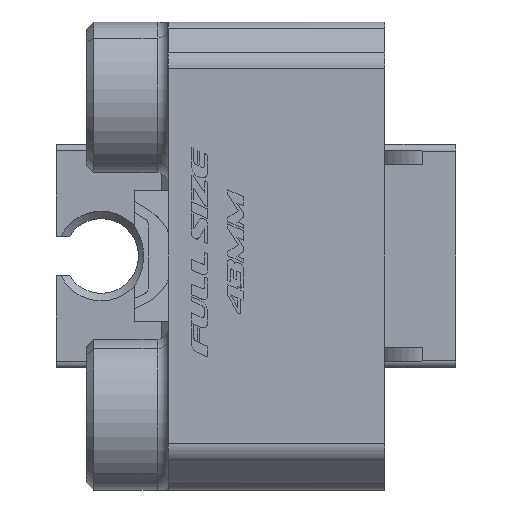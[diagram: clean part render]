
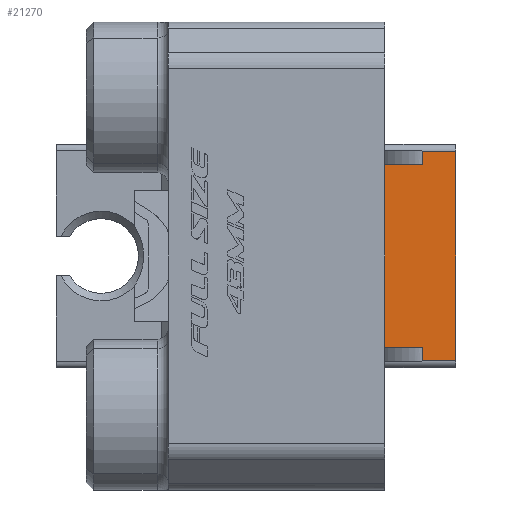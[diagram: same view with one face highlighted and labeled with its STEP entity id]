
A CAD part, left-side view. The second image highlights one B-rep face of the part: STEP entity #21270.
In plain terms, the highlighted planar face has unit normal (-1, 0, 0).
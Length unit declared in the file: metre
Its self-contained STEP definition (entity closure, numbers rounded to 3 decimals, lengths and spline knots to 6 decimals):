
#3180=ORIENTED_EDGE('',*,*,#9005,.T.);
#3181=ORIENTED_EDGE('',*,*,#8585,.F.);
#3182=ORIENTED_EDGE('',*,*,#9010,.F.);
#3183=ORIENTED_EDGE('',*,*,#8608,.F.);
#3184=ORIENTED_EDGE('',*,*,#9009,.T.);
#3185=ORIENTED_EDGE('',*,*,#9011,.T.);
#3186=ORIENTED_EDGE('',*,*,#8620,.T.);
#3187=ORIENTED_EDGE('',*,*,#8618,.T.);
#8585=EDGE_CURVE('',#11781,#11782,#13854,.T.);
#8608=EDGE_CURVE('',#11802,#11803,#13866,.T.);
#8618=EDGE_CURVE('',#11806,#11808,#13868,.T.);
#8620=EDGE_CURVE('',#11809,#11806,#13870,.T.);
#9005=EDGE_CURVE('',#11808,#11782,#14104,.T.);
#9009=EDGE_CURVE('',#11802,#12012,#14107,.T.);
#9010=EDGE_CURVE('',#11803,#11781,#14108,.T.);
#9011=EDGE_CURVE('',#12012,#11809,#14109,.T.);
#11781=VERTEX_POINT('',#30604);
#11782=VERTEX_POINT('',#30606);
#11802=VERTEX_POINT('',#30671);
#11803=VERTEX_POINT('',#30672);
#11806=VERTEX_POINT('',#30716);
#11808=VERTEX_POINT('',#30726);
#11809=VERTEX_POINT('',#30731);
#12012=VERTEX_POINT('',#34359);
#13854=LINE('',#30605,#16117);
#13866=LINE('',#30670,#16129);
#13868=LINE('',#30727,#16131);
#13870=LINE('',#30730,#16133);
#14104=LINE('',#34352,#16367);
#14107=LINE('',#34360,#16370);
#14108=LINE('',#34362,#16371);
#14109=LINE('',#34363,#16372);
#16117=VECTOR('',#24235,1.);
#16129=VECTOR('',#24265,1.);
#16131=VECTOR('',#24267,1.);
#16133=VECTOR('',#24271,1.);
#16367=VECTOR('',#24771,1.);
#16370=VECTOR('',#24782,1.);
#16371=VECTOR('',#24785,1.);
#16372=VECTOR('',#24786,1.);
#18091=EDGE_LOOP('',(#3180,#3181,#3182,#3183,#3184,#3185,#3186,#3187));
#19334=FACE_BOUND('',#18091,.T.);
#20435=PLANE('',#22409);
#21270=ADVANCED_FACE('',(#19334),#20435,.F.);
#22409=AXIS2_PLACEMENT_3D('',#34361,#24783,#24784);
#24235=DIRECTION('',(0.,0.,1.));
#24265=DIRECTION('',(0.,0.,1.));
#24267=DIRECTION('',(0.,0.,-1.));
#24271=DIRECTION('',(0.,1.,0.));
#24771=DIRECTION('',(0.,1.,0.));
#24782=DIRECTION('',(0.,-1.,0.));
#24783=DIRECTION('',(1.,0.,0.));
#24784=DIRECTION('',(0.,0.,-1.));
#24785=DIRECTION('',(0.,1.,0.));
#24786=DIRECTION('',(0.,0.,1.));
#30604=CARTESIAN_POINT('',(0.013,-0.002,-0.0122));
#30605=CARTESIAN_POINT('',(0.013,-0.002,-0.0122));
#30606=CARTESIAN_POINT('',(0.013,-0.002,0.0122));
#30670=CARTESIAN_POINT('',(0.013,-0.007074,-0.0142));
#30671=CARTESIAN_POINT('',(0.013,-0.007074,-0.014));
#30672=CARTESIAN_POINT('',(0.013,-0.007074,-0.0122));
#30716=CARTESIAN_POINT('',(0.013,-0.007074,0.014));
#30726=CARTESIAN_POINT('',(0.013,-0.007074,0.0122));
#30727=CARTESIAN_POINT('',(0.013,-0.007074,0.0142));
#30730=CARTESIAN_POINT('',(0.013,-0.0095,0.014));
#30731=CARTESIAN_POINT('',(0.013,-0.0115,0.014));
#34352=CARTESIAN_POINT('',(0.013,0.,0.0122));
#34359=CARTESIAN_POINT('',(0.013,-0.0115,-0.014));
#34360=CARTESIAN_POINT('',(0.013,-0.0095,-0.014));
#34361=CARTESIAN_POINT('',(0.013,-0.0095,0.));
#34362=CARTESIAN_POINT('',(0.013,0.,-0.0122));
#34363=CARTESIAN_POINT('',(0.013,-0.0115,0.));
